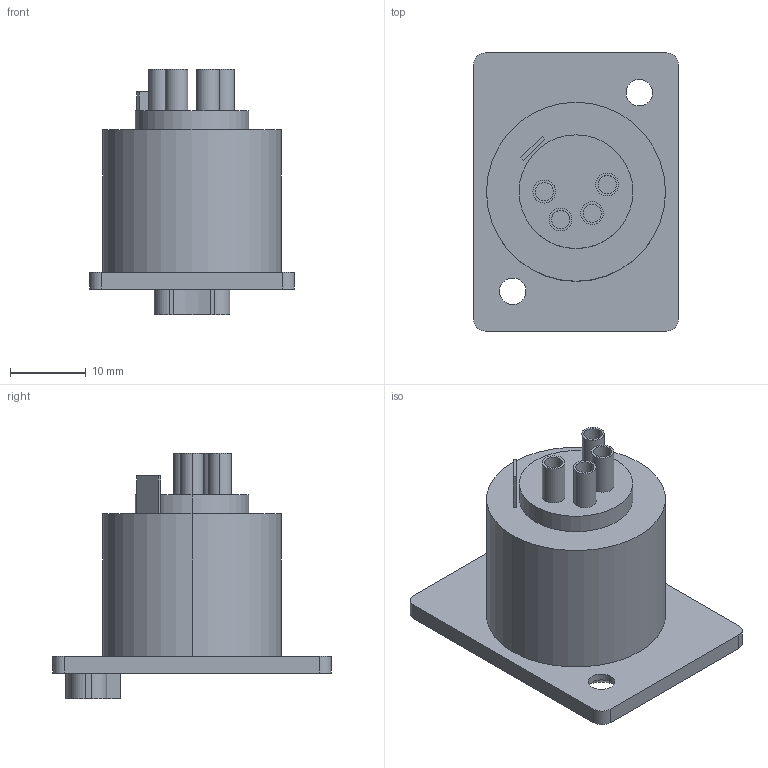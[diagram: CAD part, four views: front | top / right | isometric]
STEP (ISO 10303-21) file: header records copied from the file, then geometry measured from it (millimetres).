
FILE_DESCRIPTION((''),'2;1');
FILE_NAME('D-NC4FP-1','2017-06-28T',('odo'),(''),'CREO PARAMETRIC BY PTC INC, 2016260','CREO PARAMETRIC BY PTC INC, 2016260','');
FILE_SCHEMA(('CONFIG_CONTROL_DESIGN'));
Length unit declared in the file: millimetre
Products named in the file (1): D-NC4FP-1
Bounding box: 27 x 36.7 x 32.4 mm (x, y, z)
Volume: 9609.7 mm3; surface area: 6016.2 mm2
Topology: 1 solids, 1 shells, 83 faces, 188 edges, 124 vertices
Faces by surface type: cylinder 45, plane 34, cone 4
Entity records: 2412 total; most frequent: DIRECTION 450, CARTESIAN_POINT 395, ORIENTED_EDGE 376, EDGE_CURVE 188, AXIS2_PLACEMENT_3D 179, VERTEX_POINT 124, EDGE_LOOP 104, CIRCLE 96
